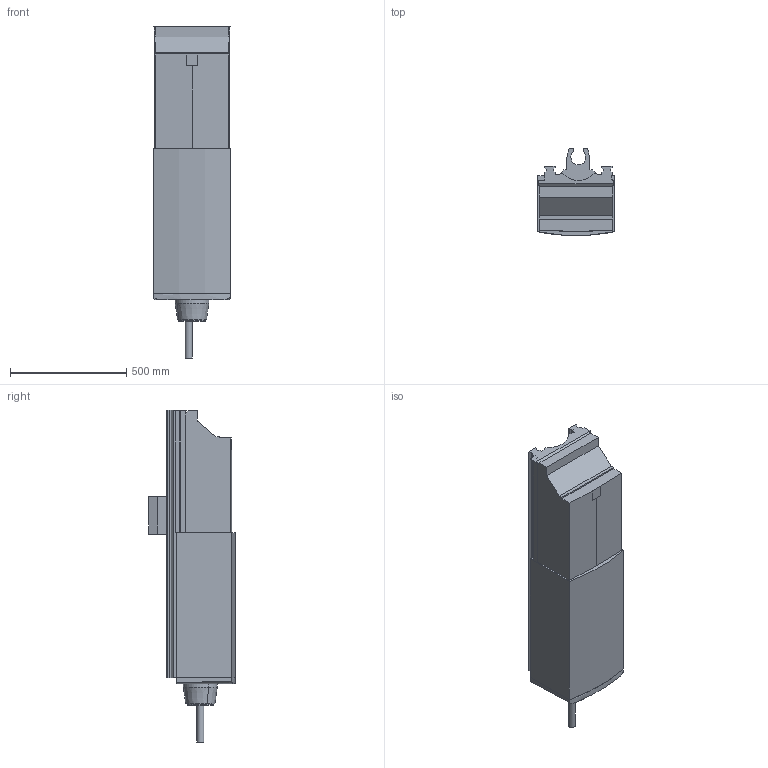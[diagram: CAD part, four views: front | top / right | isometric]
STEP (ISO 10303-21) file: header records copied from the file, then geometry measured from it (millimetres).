
FILE_DESCRIPTION(('FreeCAD Model'),'2;1');
FILE_NAME('Open CASCADE Shape Model','2021-11-13T20:06:22',('Author'),( ''),'Open CASCADE STEP processor 7.4','FreeCAD','Unknown');
FILE_SCHEMA(('CONFIG_CONTROL_DESIGN','SHAPE_APPEARANCE_LAYER_MIM'));
Length unit declared in the file: millimetre
Products named in the file (3): Unnamed; Axe_Z; Compound002
Assembly tree (2 placements, depth 2):
  Unnamed
    Axe_Z
    Compound002
Bounding box: 330 x 372.28 x 1429 mm (x, y, z)
Volume: 96896326.8 mm3; surface area: 1815527.7 mm2
Topology: 2 solids, 2 shells, 109 faces, 305 edges, 203 vertices
Faces by surface type: plane 92, cylinder 12, bspline 2, cone 2, extrusion 1
Full cylindrical faces by diameter (mm): 30 x1
Entity records: 7844 total; most frequent: CARTESIAN_POINT 1601, DIRECTION 1124, VECTOR 830, LINE 829, ORIENTED_EDGE 610, PCURVE 610, DEFINITIONAL_REPRESENTATION 610, EDGE_CURVE 305
